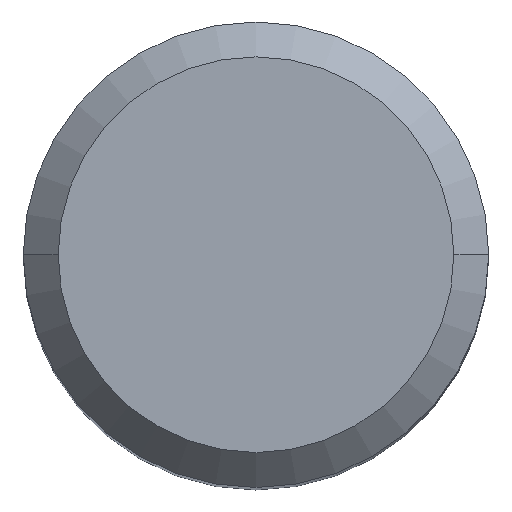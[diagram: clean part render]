
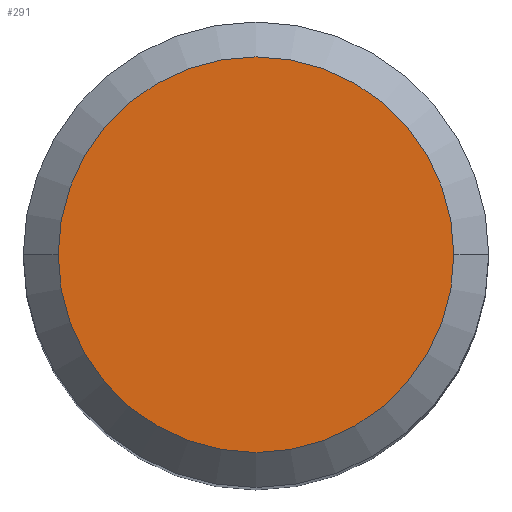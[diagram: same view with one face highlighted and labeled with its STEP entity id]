
A CAD part, top view. The second image highlights one B-rep face of the part: STEP entity #291.
In plain terms, the highlighted planar face has unit normal (0, 0, 1).
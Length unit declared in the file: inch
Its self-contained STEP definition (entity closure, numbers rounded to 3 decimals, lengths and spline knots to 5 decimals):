
#5 = DIRECTION ( 'NONE',  ( 1., 0., 0. ) ) ;
#6 = EDGE_LOOP ( 'NONE', ( #457, #146 ) ) ;
#25 = FACE_OUTER_BOUND ( 'NONE', #6, .T. ) ;
#59 = DIRECTION ( 'NONE',  ( 0., 0., 1. ) ) ;
#60 = AXIS2_PLACEMENT_3D ( 'NONE', #327, #280, #401 ) ;
#64 = CARTESIAN_POINT ( 'NONE',  ( -0.23426, 0., 0. ) ) ;
#144 = DIRECTION ( 'NONE',  ( 1., 0., 0. ) ) ;
#146 = ORIENTED_EDGE ( 'NONE', *, *, #477, .T. ) ;
#182 = CARTESIAN_POINT ( 'NONE',  ( 0., 0., 0. ) ) ;
#188 = AXIS2_PLACEMENT_3D ( 'NONE', #193, #59, #144 ) ;
#193 = CARTESIAN_POINT ( 'NONE',  ( 0., 0., 0. ) ) ;
#209 = VERTEX_POINT ( 'NONE', #484 ) ;
#257 = DIRECTION ( 'NONE',  ( 0., 0., 1. ) ) ;
#280 = DIRECTION ( 'NONE',  ( 0., 0., -1. ) ) ;
#288 = CIRCLE ( 'NONE', #317, 0.23426 ) ;
#290 = VERTEX_POINT ( 'NONE', #64 ) ;
#291 = ADVANCED_FACE ( 'NONE', ( #25 ), #443, .F. ) ;
#307 = CIRCLE ( 'NONE', #188, 0.23426 ) ;
#317 = AXIS2_PLACEMENT_3D ( 'NONE', #182, #257, #5 ) ;
#327 = CARTESIAN_POINT ( 'NONE',  ( 0., 0., 0. ) ) ;
#379 = EDGE_CURVE ( 'NONE', #290, #209, #307, .T. ) ;
#401 = DIRECTION ( 'NONE',  ( -1., 0., 0. ) ) ;
#443 = PLANE ( 'NONE',  #60 ) ;
#457 = ORIENTED_EDGE ( 'NONE', *, *, #379, .T. ) ;
#477 = EDGE_CURVE ( 'NONE', #209, #290, #288, .T. ) ;
#484 = CARTESIAN_POINT ( 'NONE',  ( 0.23426, 0., 0. ) ) ;
